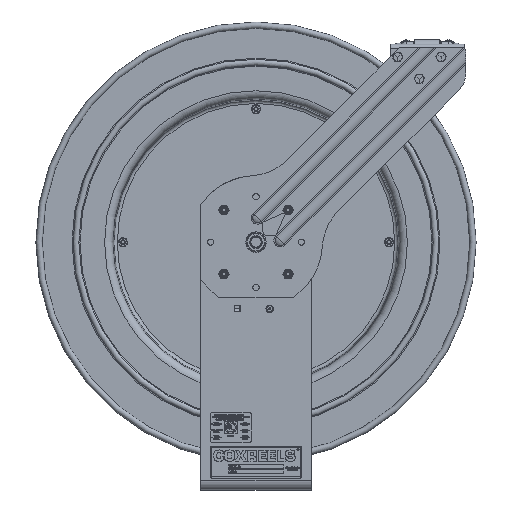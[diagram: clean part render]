
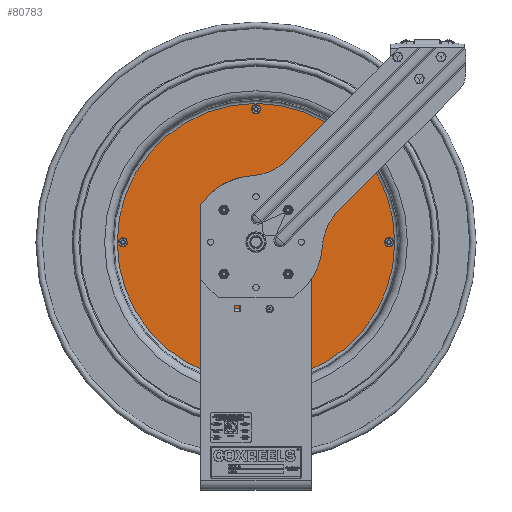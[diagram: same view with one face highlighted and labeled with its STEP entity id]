
A CAD part, top view. The second image highlights one B-rep face of the part: STEP entity #80783.
In plain terms, the highlighted planar face has unit normal (0, 0, 1).
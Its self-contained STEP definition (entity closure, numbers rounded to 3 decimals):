
#4826=FACE_BOUND('',#12524,.T.);
#4827=FACE_BOUND('',#12525,.T.);
#4828=FACE_BOUND('',#12526,.T.);
#4829=FACE_BOUND('',#12527,.T.);
#4830=FACE_BOUND('',#12528,.T.);
#4831=FACE_BOUND('',#12529,.T.);
#4832=FACE_BOUND('',#12530,.T.);
#4833=FACE_BOUND('',#12531,.T.);
#6397=PLANE('',#84752);
#9032=FACE_OUTER_BOUND('',#12523,.T.);
#12523=EDGE_LOOP('',(#70347,#70348));
#12524=EDGE_LOOP('',(#70349));
#12525=EDGE_LOOP('',(#70350,#70351,#70352,#70353));
#12526=EDGE_LOOP('',(#70354,#70355,#70356,#70357));
#12527=EDGE_LOOP('',(#70358,#70359,#70360,#70361));
#12528=EDGE_LOOP('',(#70362));
#12529=EDGE_LOOP('',(#70363));
#12530=EDGE_LOOP('',(#70364));
#12531=EDGE_LOOP('',(#70365));
#20209=LINE('',#133471,#28536);
#20213=LINE('',#133480,#28540);
#20217=LINE('',#133488,#28544);
#20220=LINE('',#133494,#28547);
#20223=LINE('',#133505,#28550);
#20224=LINE('',#133508,#28551);
#20225=LINE('',#133510,#28552);
#20226=LINE('',#133512,#28553);
#20227=LINE('',#133513,#28554);
#20228=LINE('',#133515,#28555);
#20229=LINE('',#133517,#28556);
#20230=LINE('',#133518,#28557);
#28536=VECTOR('',#98701,0.394);
#28540=VECTOR('',#98707,0.394);
#28544=VECTOR('',#98713,0.394);
#28547=VECTOR('',#98718,0.394);
#28550=VECTOR('',#98729,0.394);
#28551=VECTOR('',#98730,0.394);
#28552=VECTOR('',#98731,0.394);
#28553=VECTOR('',#98732,0.394);
#28554=VECTOR('',#98733,0.394);
#28555=VECTOR('',#98734,0.394);
#28556=VECTOR('',#98735,0.394);
#28557=VECTOR('',#98736,0.394);
#31100=CIRCLE('',#84753,7.564);
#31101=CIRCLE('',#84754,7.564);
#31102=CIRCLE('',#84755,0.94);
#31103=CIRCLE('',#84756,0.155);
#31104=CIRCLE('',#84757,0.155);
#31105=CIRCLE('',#84758,0.155);
#31106=CIRCLE('',#84759,0.155);
#39409=VERTEX_POINT('',#133469);
#39410=VERTEX_POINT('',#133470);
#39413=VERTEX_POINT('',#133478);
#39414=VERTEX_POINT('',#133479);
#39417=VERTEX_POINT('',#133487);
#39419=VERTEX_POINT('',#133493);
#39421=VERTEX_POINT('',#133499);
#39422=VERTEX_POINT('',#133500);
#39423=VERTEX_POINT('',#133503);
#39424=VERTEX_POINT('',#133506);
#39425=VERTEX_POINT('',#133507);
#39426=VERTEX_POINT('',#133509);
#39427=VERTEX_POINT('',#133511);
#39428=VERTEX_POINT('',#133514);
#39429=VERTEX_POINT('',#133516);
#39430=VERTEX_POINT('',#133519);
#39431=VERTEX_POINT('',#133521);
#39432=VERTEX_POINT('',#133523);
#39433=VERTEX_POINT('',#133525);
#52148=EDGE_CURVE('',#39409,#39410,#20209,.T.);
#52152=EDGE_CURVE('',#39413,#39414,#20213,.T.);
#52156=EDGE_CURVE('',#39414,#39417,#20217,.T.);
#52159=EDGE_CURVE('',#39419,#39413,#20220,.T.);
#52162=EDGE_CURVE('',#39421,#39422,#31100,.T.);
#52163=EDGE_CURVE('',#39422,#39421,#31101,.T.);
#52164=EDGE_CURVE('',#39423,#39423,#31102,.T.);
#52165=EDGE_CURVE('',#39417,#39419,#20223,.T.);
#52166=EDGE_CURVE('',#39424,#39425,#20224,.T.);
#52167=EDGE_CURVE('',#39425,#39426,#20225,.T.);
#52168=EDGE_CURVE('',#39426,#39427,#20226,.T.);
#52169=EDGE_CURVE('',#39427,#39424,#20227,.T.);
#52170=EDGE_CURVE('',#39428,#39409,#20228,.T.);
#52171=EDGE_CURVE('',#39410,#39429,#20229,.T.);
#52172=EDGE_CURVE('',#39429,#39428,#20230,.T.);
#52173=EDGE_CURVE('',#39430,#39430,#31103,.T.);
#52174=EDGE_CURVE('',#39431,#39431,#31104,.T.);
#52175=EDGE_CURVE('',#39432,#39432,#31105,.T.);
#52176=EDGE_CURVE('',#39433,#39433,#31106,.T.);
#70347=ORIENTED_EDGE('',*,*,#52162,.F.);
#70348=ORIENTED_EDGE('',*,*,#52163,.F.);
#70349=ORIENTED_EDGE('',*,*,#52164,.T.);
#70350=ORIENTED_EDGE('',*,*,#52165,.T.);
#70351=ORIENTED_EDGE('',*,*,#52159,.T.);
#70352=ORIENTED_EDGE('',*,*,#52152,.T.);
#70353=ORIENTED_EDGE('',*,*,#52156,.T.);
#70354=ORIENTED_EDGE('',*,*,#52166,.T.);
#70355=ORIENTED_EDGE('',*,*,#52167,.T.);
#70356=ORIENTED_EDGE('',*,*,#52168,.T.);
#70357=ORIENTED_EDGE('',*,*,#52169,.T.);
#70358=ORIENTED_EDGE('',*,*,#52170,.T.);
#70359=ORIENTED_EDGE('',*,*,#52148,.T.);
#70360=ORIENTED_EDGE('',*,*,#52171,.T.);
#70361=ORIENTED_EDGE('',*,*,#52172,.T.);
#70362=ORIENTED_EDGE('',*,*,#52173,.T.);
#70363=ORIENTED_EDGE('',*,*,#52174,.T.);
#70364=ORIENTED_EDGE('',*,*,#52175,.T.);
#70365=ORIENTED_EDGE('',*,*,#52176,.T.);
#80783=ADVANCED_FACE('',(#9032,#4826,#4827,#4828,#4829,#4830,#4831,#4832,
#4833),#6397,.T.);
#84752=AXIS2_PLACEMENT_3D('',#133498,#98721,#98722);
#84753=AXIS2_PLACEMENT_3D('',#133501,#98723,#98724);
#84754=AXIS2_PLACEMENT_3D('',#133502,#98725,#98726);
#84755=AXIS2_PLACEMENT_3D('',#133504,#98727,#98728);
#84756=AXIS2_PLACEMENT_3D('',#133520,#98737,#98738);
#84757=AXIS2_PLACEMENT_3D('',#133522,#98739,#98740);
#84758=AXIS2_PLACEMENT_3D('',#133524,#98741,#98742);
#84759=AXIS2_PLACEMENT_3D('',#133526,#98743,#98744);
#98701=DIRECTION('',(1.,0.,0.));
#98707=DIRECTION('',(0.,-1.,0.));
#98713=DIRECTION('',(-1.,0.,0.));
#98718=DIRECTION('',(1.,0.,0.));
#98721=DIRECTION('center_axis',(0.,0.,
1.));
#98722=DIRECTION('ref_axis',(0.,1.,0.));
#98723=DIRECTION('center_axis',(0.,0.,
-1.));
#98724=DIRECTION('ref_axis',(-1.,0.,0.));
#98725=DIRECTION('center_axis',(0.,0.,
-1.));
#98726=DIRECTION('ref_axis',(-1.,0.,0.));
#98727=DIRECTION('center_axis',(0.,0.,
-1.));
#98728=DIRECTION('ref_axis',(1.,0.,0.));
#98729=DIRECTION('',(0.,1.,0.));
#98730=DIRECTION('',(-1.,0.,0.));
#98731=DIRECTION('',(0.,1.,0.));
#98732=DIRECTION('',(1.,0.,0.));
#98733=DIRECTION('',(0.,-1.,0.));
#98734=DIRECTION('',(0.,1.,0.));
#98735=DIRECTION('',(0.,-1.,0.));
#98736=DIRECTION('',(-1.,0.,0.));
#98737=DIRECTION('center_axis',(0.,0.,
-1.));
#98738=DIRECTION('ref_axis',(1.,0.,0.));
#98739=DIRECTION('center_axis',(0.,0.,
-1.));
#98740=DIRECTION('ref_axis',(0.,-1.,0.));
#98741=DIRECTION('center_axis',(0.,0.,
-1.));
#98742=DIRECTION('ref_axis',(0.,1.,0.));
#98743=DIRECTION('center_axis',(0.,0.,
-1.));
#98744=DIRECTION('ref_axis',(-1.,0.,0.));
#133469=CARTESIAN_POINT('',(1.382,-0.751,-3.036));
#133470=CARTESIAN_POINT('',(1.65,-0.751,-3.036));
#133471=CARTESIAN_POINT('',(-1.2,-0.751,-3.036));
#133478=CARTESIAN_POINT('',(-1.382,-0.751,-3.036));
#133479=CARTESIAN_POINT('',(-1.382,-1.019,-3.036));
#133480=CARTESIAN_POINT('',(-1.382,-0.38,-3.036));
#133487=CARTESIAN_POINT('',(-1.65,-1.019,-3.036));
#133488=CARTESIAN_POINT('',(-2.582,-1.019,-3.036));
#133493=CARTESIAN_POINT('',(-1.65,-0.751,-3.036));
#133494=CARTESIAN_POINT('',(-2.716,-0.751,-3.036));
#133498=CARTESIAN_POINT('Origin',(-3.782,-0.01,
-3.036));
#133499=CARTESIAN_POINT('',(-7.564,-0.01,-3.036));
#133500=CARTESIAN_POINT('',(0.,7.554,-3.036));
#133501=CARTESIAN_POINT('Origin',(0.,-0.01,
-3.036));
#133502=CARTESIAN_POINT('Origin',(0.,-0.01,
-3.036));
#133503=CARTESIAN_POINT('',(-0.94,-0.01,-3.036));
#133504=CARTESIAN_POINT('Origin',(0.,-0.01,
-3.036));
#133505=CARTESIAN_POINT('',(-1.65,-0.514,-3.036));
#133506=CARTESIAN_POINT('',(0.134,1.606,-3.036));
#133507=CARTESIAN_POINT('',(-0.134,1.606,-3.036));
#133508=CARTESIAN_POINT('',(-1.824,1.606,-3.036));
#133509=CARTESIAN_POINT('',(-0.134,1.874,-3.036));
#133510=CARTESIAN_POINT('',(-0.134,0.798,-3.036));
#133511=CARTESIAN_POINT('',(0.134,1.874,-3.036));
#133512=CARTESIAN_POINT('',(-1.958,1.874,-3.036));
#133513=CARTESIAN_POINT('',(0.134,0.932,-3.036));
#133514=CARTESIAN_POINT('',(1.382,-1.019,-3.036));
#133515=CARTESIAN_POINT('',(1.382,-0.514,-3.036));
#133516=CARTESIAN_POINT('',(1.65,-1.019,-3.036));
#133517=CARTESIAN_POINT('',(1.65,-0.38,-3.036));
#133518=CARTESIAN_POINT('',(-1.066,-1.019,-3.036));
#133519=CARTESIAN_POINT('',(-0.155,7.24,-3.036));
#133520=CARTESIAN_POINT('Origin',(0.,7.24,
-3.036));
#133521=CARTESIAN_POINT('',(7.25,0.145,-3.036));
#133522=CARTESIAN_POINT('Origin',(7.25,-0.01,
-3.036));
#133523=CARTESIAN_POINT('',(-7.25,-0.165,-3.036));
#133524=CARTESIAN_POINT('Origin',(-7.25,-0.01,
-3.036));
#133525=CARTESIAN_POINT('',(0.155,-7.26,-3.036));
#133526=CARTESIAN_POINT('Origin',(0.,-7.26,
-3.036));
